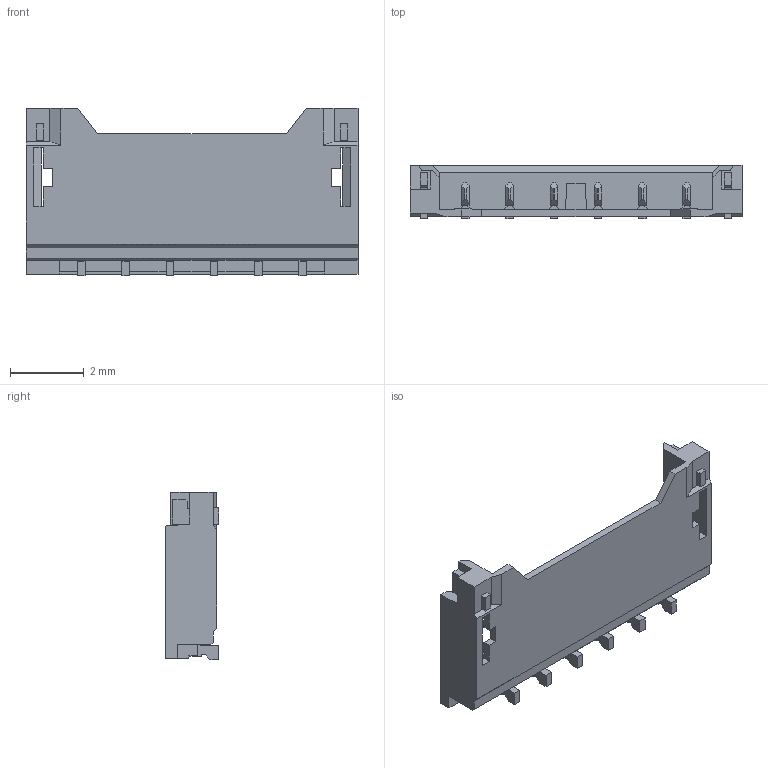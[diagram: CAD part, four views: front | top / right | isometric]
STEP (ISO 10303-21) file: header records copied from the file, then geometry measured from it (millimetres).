
FILE_DESCRIPTION((''),'2;1');
FILE_NAME('781715006','2016-05-20T',('gsharma'),(''),'PRO/ENGINEER BY PARAMETRIC TECHNOLOGY CORPORATION, 2012310','PRO/ENGINEER BY PARAMETRIC TECHNOLOGY CORPORATION, 2012310','');
FILE_SCHEMA(('CONFIG_CONTROL_DESIGN'));
Length unit declared in the file: millimetre
Products named in the file (1): 781715006
Bounding box: 9 x 1.45 x 4.53 mm (x, y, z)
Volume: 18 mm3; surface area: 135.3 mm2
Topology: 1 solids, 1 shells, 266 faces, 819 edges, 561 vertices
Faces by surface type: plane 258, cylinder 8
Entity records: 8930 total; most frequent: CARTESIAN_POINT 1600, ORIENTED_EDGE 1556, DIRECTION 1369, VECTOR 803, LINE 803, EDGE_CURVE 778, VERTEX_POINT 514, AXIS2_PLACEMENT_3D 283
